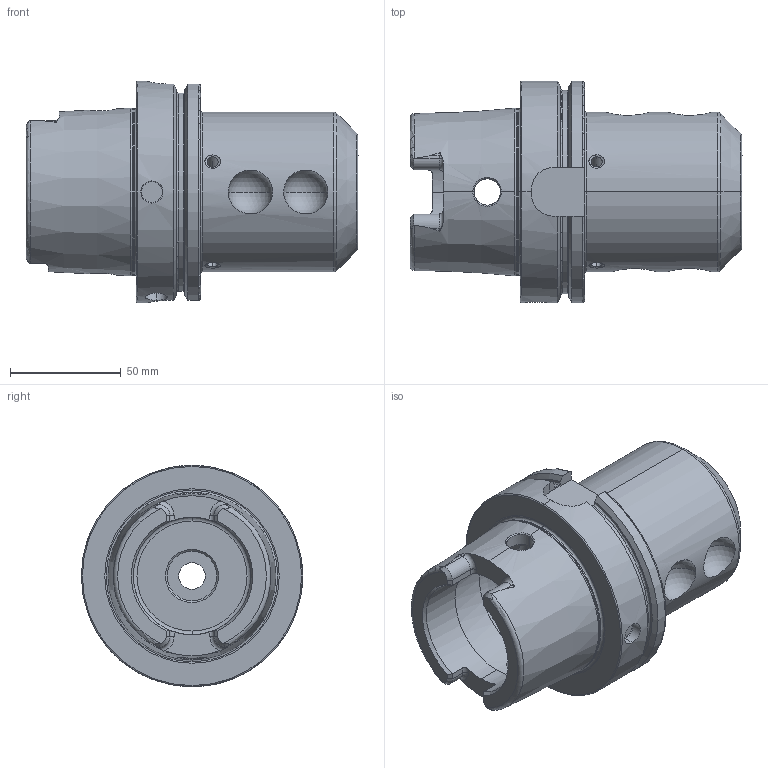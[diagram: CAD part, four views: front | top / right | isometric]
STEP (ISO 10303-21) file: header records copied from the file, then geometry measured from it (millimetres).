
FILE_DESCRIPTION (( 'STEP AP203' ), '1' );
FILE_NAME ('HA0.W32.K21.100.STEP', '2012-12-03T08:58:31', ( 'baer' ), ( 'Hewlett-Packard Company' ), 'SwSTEP 2.0', 'SolidWorks 2012', '' );
FILE_SCHEMA (( 'CONFIG_CONTROL_DESIGN' ));
Length unit declared in the file: millimetre
Products named in the file (4): HA0.W32.K21.100; ERU-CJ3.001.008; W32-ER1.001.020; HA0-W32.K21.100_D_Fertigbearbeitung
Assembly tree (5 placements, depth 2):
  HA0.W32.K21.100
    HA0-W32.K21.100_D_Fertigbearbeitung
    W32-ER1.001.020  x2
    ERU-CJ3.001.008  x2
Bounding box: 150 x 100 x 100 mm (x, y, z)
Volume: 473003.4 mm3; surface area: 79636.7 mm2
Topology: 5 solids, 5 shells, 303 faces, 738 edges, 444 vertices
Faces by surface type: plane 90, cylinder 82, cone 75, torus 44, bspline 8, sphere 4
Entity records: 10985 total; most frequent: CARTESIAN_POINT 4541, ORIENTED_EDGE 1264, DIRECTION 1235, EDGE_CURVE 632, AXIS2_PLACEMENT_3D 502, VERTEX_POINT 390, EDGE_LOOP 290, FACE_OUTER_BOUND 262
